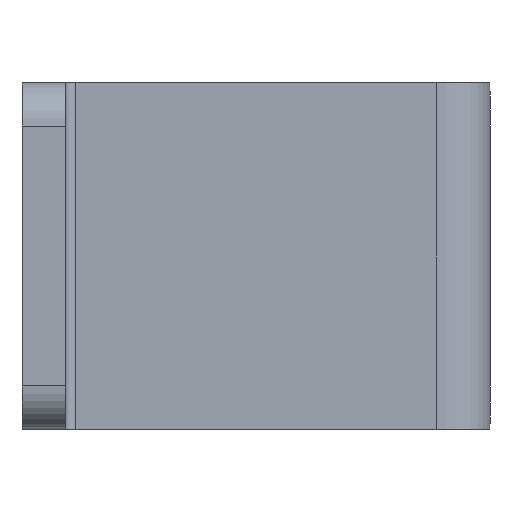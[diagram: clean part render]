
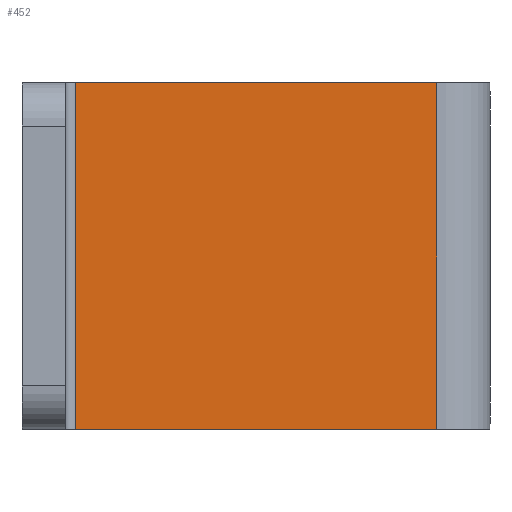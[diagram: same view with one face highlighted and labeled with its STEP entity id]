
A CAD part, front view. The second image highlights one B-rep face of the part: STEP entity #452.
In plain terms, the highlighted planar face has unit normal (0, -1, 0).
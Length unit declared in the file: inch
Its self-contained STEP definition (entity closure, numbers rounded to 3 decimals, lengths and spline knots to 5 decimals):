
#1 = EDGE_CURVE ( 'NONE', #339, #119, #871, .T. ) ;
#2 = ORIENTED_EDGE ( 'NONE', *, *, #264, .T. ) ;
#70 = VERTEX_POINT ( 'NONE', #623 ) ;
#112 = CARTESIAN_POINT ( 'NONE',  ( -0.521, -0.125, -0.5 ) ) ;
#115 = PLANE ( 'NONE',  #774 ) ;
#119 = VERTEX_POINT ( 'NONE', #367 ) ;
#264 = EDGE_CURVE ( 'NONE', #460, #70, #768, .T. ) ;
#265 = CARTESIAN_POINT ( 'NONE',  ( 0.55, -0.125, -0.5 ) ) ;
#266 = FACE_OUTER_BOUND ( 'NONE', #419, .T. ) ;
#298 = DIRECTION ( 'NONE',  ( 0., 0., 1. ) ) ;
#307 = VECTOR ( 'NONE', #533, 39.37008 ) ;
#339 = VERTEX_POINT ( 'NONE', #112 ) ;
#367 = CARTESIAN_POINT ( 'NONE',  ( -0.521, -0.125, 0.5 ) ) ;
#384 = ORIENTED_EDGE ( 'NONE', *, *, #1, .F. ) ;
#391 = DIRECTION ( 'NONE',  ( 0., 1., 0. ) ) ;
#419 = EDGE_LOOP ( 'NONE', ( #384, #482, #2, #727 ) ) ;
#452 = ADVANCED_FACE ( 'NONE', ( #266 ), #115, .F. ) ;
#460 = VERTEX_POINT ( 'NONE', #720 ) ;
#482 = ORIENTED_EDGE ( 'NONE', *, *, #858, .F. ) ;
#513 = EDGE_CURVE ( 'NONE', #119, #70, #745, .T. ) ;
#525 = DIRECTION ( 'NONE',  ( -1., 0., 0. ) ) ;
#533 = DIRECTION ( 'NONE',  ( 0., 0., 1. ) ) ;
#546 = CARTESIAN_POINT ( 'NONE',  ( -0.521, -0.125, -0.5 ) ) ;
#593 = VECTOR ( 'NONE', #872, 39.37008 ) ;
#598 = CARTESIAN_POINT ( 'NONE',  ( 0.55, -0.125, 0.5 ) ) ;
#623 = CARTESIAN_POINT ( 'NONE',  ( 0.521, -0.125, 0.5 ) ) ;
#655 = CARTESIAN_POINT ( 'NONE',  ( 0., -0.125, 0. ) ) ;
#720 = CARTESIAN_POINT ( 'NONE',  ( 0.521, -0.125, -0.5 ) ) ;
#727 = ORIENTED_EDGE ( 'NONE', *, *, #513, .F. ) ;
#745 = LINE ( 'NONE', #598, #593 ) ;
#768 = LINE ( 'NONE', #849, #787 ) ;
#774 = AXIS2_PLACEMENT_3D ( 'NONE', #655, #391, #792 ) ;
#787 = VECTOR ( 'NONE', #298, 39.37008 ) ;
#792 = DIRECTION ( 'NONE',  ( 0., 0., 1. ) ) ;
#835 = VECTOR ( 'NONE', #525, 39.37008 ) ;
#849 = CARTESIAN_POINT ( 'NONE',  ( 0.521, -0.125, -0.5 ) ) ;
#858 = EDGE_CURVE ( 'NONE', #460, #339, #860, .T. ) ;
#860 = LINE ( 'NONE', #265, #835 ) ;
#871 = LINE ( 'NONE', #546, #307 ) ;
#872 = DIRECTION ( 'NONE',  ( 1., 0., 0. ) ) ;
